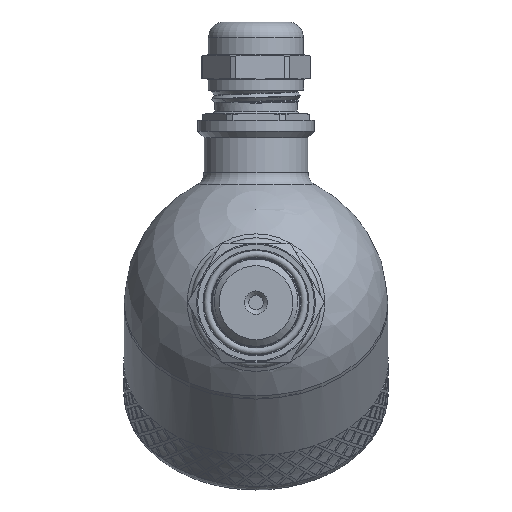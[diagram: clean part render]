
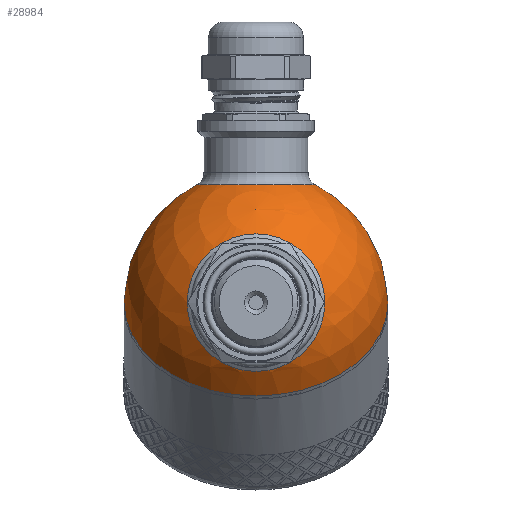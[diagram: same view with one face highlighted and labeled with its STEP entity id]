
A CAD part, left-side view. The second image highlights one B-rep face of the part: STEP entity #28984.
In plain terms, the highlighted spherical face has radius 30 mm.
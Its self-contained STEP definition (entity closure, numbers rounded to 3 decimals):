
#145=SPHERICAL_SURFACE('',#30802,30.);
#1436=FACE_BOUND('',#4239,.T.);
#1437=FACE_BOUND('',#4240,.T.);
#2382=FACE_OUTER_BOUND('',#4238,.T.);
#4238=EDGE_LOOP('',(#20942,#20943,#20944,#20945));
#4239=EDGE_LOOP('',(#20946));
#4240=EDGE_LOOP('',(#20947));
#5990=CIRCLE('',#30725,30.);
#5991=CIRCLE('',#30726,30.);
#6018=CIRCLE('',#30798,13.5);
#6021=CIRCLE('',#30803,30.);
#6022=CIRCLE('',#30804,15.643);
#11422=VERTEX_POINT('',#38462);
#11423=VERTEX_POINT('',#38464);
#11950=VERTEX_POINT('',#45228);
#11952=VERTEX_POINT('',#45235);
#11953=VERTEX_POINT('',#45237);
#14541=EDGE_CURVE('',#11422,#11423,#5990,.T.);
#14542=EDGE_CURVE('',#11423,#11422,#5991,.T.);
#15335=EDGE_CURVE('',#11950,#11950,#6018,.T.);
#15338=EDGE_CURVE('',#11423,#11952,#6021,.T.);
#15339=EDGE_CURVE('',#11953,#11953,#6022,.T.);
#20942=ORIENTED_EDGE('',*,*,#14542,.F.);
#20943=ORIENTED_EDGE('',*,*,#15338,.T.);
#20944=ORIENTED_EDGE('',*,*,#15338,.F.);
#20945=ORIENTED_EDGE('',*,*,#14541,.F.);
#20946=ORIENTED_EDGE('',*,*,#15339,.F.);
#20947=ORIENTED_EDGE('',*,*,#15335,.F.);
#28984=ADVANCED_FACE('',(#2382,#1436,#1437),#145,.T.);
#30725=AXIS2_PLACEMENT_3D('',#38465,#32377,#32378);
#30726=AXIS2_PLACEMENT_3D('',#38466,#32379,#32380);
#30798=AXIS2_PLACEMENT_3D('',#45229,#32801,#32802);
#30802=AXIS2_PLACEMENT_3D('',#45234,#32809,#32810);
#30803=AXIS2_PLACEMENT_3D('',#45236,#32811,#32812);
#30804=AXIS2_PLACEMENT_3D('',#45238,#32813,#32814);
#32377=DIRECTION('center_axis',(1.,0.,0.));
#32378=DIRECTION('ref_axis',(0.,1.,0.));
#32379=DIRECTION('center_axis',(1.,0.,0.));
#32380=DIRECTION('ref_axis',(0.,1.,0.));
#32801=DIRECTION('center_axis',(-0.707,0.,-0.707));
#32802=DIRECTION('ref_axis',(-0.707,0.,0.707));
#32809=DIRECTION('center_axis',(1.,0.,0.));
#32810=DIRECTION('ref_axis',(0.,-1.,0.));
#32811=DIRECTION('center_axis',(0.,0.,1.));
#32812=DIRECTION('ref_axis',(0.,1.,0.));
#32813=DIRECTION('center_axis',(-0.707,0.,0.707));
#32814=DIRECTION('ref_axis',(0.707,0.,0.707));
#38462=CARTESIAN_POINT('',(0.,-30.,0.));
#38464=CARTESIAN_POINT('',(0.,30.,0.));
#38465=CARTESIAN_POINT('Origin',(0.,0.,0.));
#38466=CARTESIAN_POINT('Origin',(0.,0.,0.));
#45228=CARTESIAN_POINT('',(-9.398,0.,-28.49));
#45229=CARTESIAN_POINT('Origin',(-18.944,0.,-18.944));
#45234=CARTESIAN_POINT('Origin',(0.,0.,0.));
#45235=CARTESIAN_POINT('',(-30.,0.,0.));
#45236=CARTESIAN_POINT('Origin',(0.,0.,0.));
#45237=CARTESIAN_POINT('',(-29.162,0.,7.04));
#45238=CARTESIAN_POINT('Origin',(-18.101,0.,18.101));
